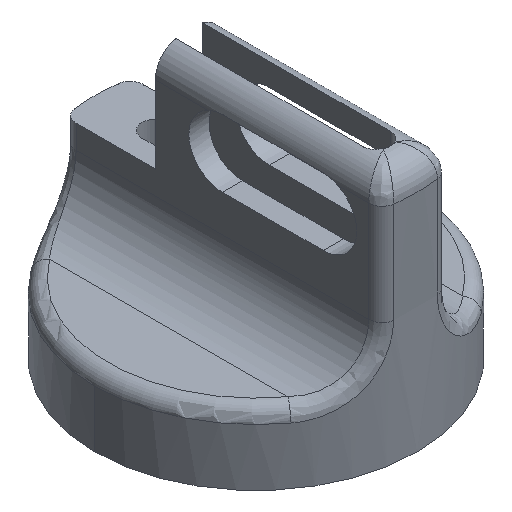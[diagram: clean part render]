
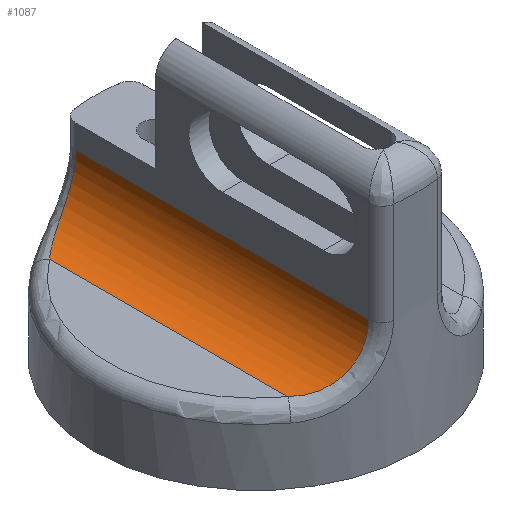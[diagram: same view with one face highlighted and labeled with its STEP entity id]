
A CAD part, isometric view. The second image highlights one B-rep face of the part: STEP entity #1087.
In plain terms, the highlighted cylindrical face has radius 8 mm (diameter 16 mm), a partial arc.
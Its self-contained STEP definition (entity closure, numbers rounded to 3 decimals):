
#20 = CARTESIAN_POINT ( 'NONE',  ( -10.79, 19.475, 18.808 ) ) ;
#25 = CARTESIAN_POINT ( 'NONE',  ( -8.513, -20.723, 19.871 ) ) ;
#40 = EDGE_CURVE ( 'NONE', #1854, #1268, #1567, .T. ) ;
#78 = CARTESIAN_POINT ( 'NONE',  ( -5., -21.794, 26.5 ) ) ;
#84 = CARTESIAN_POINT ( 'NONE',  ( -7.261, -21.221, 20.9 ) ) ;
#86 = ORIENTED_EDGE ( 'NONE', *, *, #927, .T. ) ;
#125 = B_SPLINE_CURVE_WITH_KNOTS ( 'NONE', 3,
 ( #348, #1708, #833, #343, #1683, #675, #1858, #841, #2029, #1025, #25, #1520, #1068, #84, #1223, #222, #2084, #554, #1714, #395, #1739, #78 ),
 .UNSPECIFIED., .F., .F.,
 ( 4, 2, 2, 2, 2, 2, 2, 2, 2, 2, 4 ),
 ( 0., 0.002, 0.003, 0.003, 0.005, 0.006, 0.007, 0.008, 0.01, 0.012, 0.013 ),
 .UNSPECIFIED. ) ;
#178 = CARTESIAN_POINT ( 'NONE',  ( -12.143, 18.496, 18.533 ) ) ;
#222 = CARTESIAN_POINT ( 'NONE',  ( -6.222, -21.533, 22.213 ) ) ;
#287 = FACE_OUTER_BOUND ( 'NONE', #972, .T. ) ;
#301 = CARTESIAN_POINT ( 'NONE',  ( -5., -21.794, 26.5 ) ) ;
#311 = AXIS2_PLACEMENT_3D ( 'NONE', #1089, #773, #940 ) ;
#339 = CARTESIAN_POINT ( 'NONE',  ( -5.937, 21.603, 22.701 ) ) ;
#343 = CARTESIAN_POINT ( 'NONE',  ( -11.48, -18.997, 18.642 ) ) ;
#348 = CARTESIAN_POINT ( 'NONE',  ( -13., -17.748, 18.5 ) ) ;
#350 = CARTESIAN_POINT ( 'NONE',  ( -5.476, 21.706, 23.724 ) ) ;
#395 = CARTESIAN_POINT ( 'NONE',  ( -5.06, -21.784, 25.368 ) ) ;
#519 = CARTESIAN_POINT ( 'NONE',  ( -6.716, 21.391, 21.541 ) ) ;
#554 = CARTESIAN_POINT ( 'NONE',  ( -5.477, -21.706, 23.72 ) ) ;
#567 = CYLINDRICAL_SURFACE ( 'NONE', #311, 8. ) ;
#609 = CARTESIAN_POINT ( 'NONE',  ( -5., 21.794, 26.5 ) ) ;
#675 = CARTESIAN_POINT ( 'NONE',  ( -10.798, -19.47, 18.805 ) ) ;
#681 = CARTESIAN_POINT ( 'NONE',  ( -5., 21.794, 25.93 ) ) ;
#692 = CARTESIAN_POINT ( 'NONE',  ( -10.558, 19.625, 18.878 ) ) ;
#698 = CARTESIAN_POINT ( 'NONE',  ( -5.297, 21.741, 24.27 ) ) ;
#773 = DIRECTION ( 'NONE',  ( 0., 1., 0. ) ) ;
#833 = CARTESIAN_POINT ( 'NONE',  ( -12.148, -18.493, 18.533 ) ) ;
#836 = CARTESIAN_POINT ( 'NONE',  ( -12.58, 18.133, 18.5 ) ) ;
#841 = CARTESIAN_POINT ( 'NONE',  ( -9.869, -20.046, 19.122 ) ) ;
#843 = CARTESIAN_POINT ( 'NONE',  ( -8.728, 20.626, 19.731 ) ) ;
#852 = CARTESIAN_POINT ( 'NONE',  ( -9.403, 20.299, 19.335 ) ) ;
#884 = DIRECTION ( 'NONE',  ( 0., 1., 0. ) ) ;
#927 = EDGE_CURVE ( 'NONE', #1854, #1776, #1762, .T. ) ;
#940 = DIRECTION ( 'NONE',  ( 0., 0., 1. ) ) ;
#972 = EDGE_LOOP ( 'NONE', ( #1060, #86, #1411, #1587 ) ) ;
#1025 = CARTESIAN_POINT ( 'NONE',  ( -8.736, -20.622, 19.726 ) ) ;
#1037 = CARTESIAN_POINT ( 'NONE',  ( -8.504, 20.727, 19.877 ) ) ;
#1060 = ORIENTED_EDGE ( 'NONE', *, *, #40, .F. ) ;
#1068 = CARTESIAN_POINT ( 'NONE',  ( -7.867, -20.993, 20.358 ) ) ;
#1087 = ADVANCED_FACE ( 'NONE', ( #287 ), #567, .F. ) ;
#1089 = CARTESIAN_POINT ( 'NONE',  ( -13., -30., 26.5 ) ) ;
#1168 = CARTESIAN_POINT ( 'NONE',  ( -6.894, 21.337, 21.324 ) ) ;
#1178 = CARTESIAN_POINT ( 'NONE',  ( -5., 30., 26.5 ) ) ;
#1196 = CARTESIAN_POINT ( 'NONE',  ( -7.264, 21.215, 20.917 ) ) ;
#1223 = CARTESIAN_POINT ( 'NONE',  ( -6.89, -21.341, 21.306 ) ) ;
#1268 = VERTEX_POINT ( 'NONE', #301 ) ;
#1347 = CARTESIAN_POINT ( 'NONE',  ( -5.06, 21.784, 25.37 ) ) ;
#1362 = CARTESIAN_POINT ( 'NONE',  ( -6.219, 21.534, 22.219 ) ) ;
#1411 = ORIENTED_EDGE ( 'NONE', *, *, #1551, .F. ) ;
#1412 = VECTOR ( 'NONE', #884, 1000. ) ;
#1508 = CARTESIAN_POINT ( 'NONE',  ( -11.474, 19.002, 18.644 ) ) ;
#1520 = CARTESIAN_POINT ( 'NONE',  ( -8.077, -20.909, 20.188 ) ) ;
#1541 = CARTESIAN_POINT ( 'NONE',  ( -7.458, 21.147, 20.724 ) ) ;
#1551 = EDGE_CURVE ( 'NONE', #1765, #1776, #1693, .T. ) ;
#1567 = LINE ( 'NONE', #1178, #1912 ) ;
#1587 = ORIENTED_EDGE ( 'NONE', *, *, #2176, .T. ) ;
#1634 = CARTESIAN_POINT ( 'NONE',  ( -13., 17.748, 18.5 ) ) ;
#1683 = CARTESIAN_POINT ( 'NONE',  ( -11.255, -19.159, 18.689 ) ) ;
#1684 = CARTESIAN_POINT ( 'NONE',  ( -9.862, 20.05, 19.125 ) ) ;
#1693 = LINE ( 'NONE', #1706, #1412 ) ;
#1695 = CARTESIAN_POINT ( 'NONE',  ( -8.071, 20.912, 20.193 ) ) ;
#1706 = CARTESIAN_POINT ( 'NONE',  ( -13., -30., 18.5 ) ) ;
#1708 = CARTESIAN_POINT ( 'NONE',  ( -12.58, -18.132, 18.5 ) ) ;
#1714 = CARTESIAN_POINT ( 'NONE',  ( -5.298, -21.741, 24.266 ) ) ;
#1739 = CARTESIAN_POINT ( 'NONE',  ( -5., -21.794, 25.929 ) ) ;
#1762 = B_SPLINE_CURVE_WITH_KNOTS ( 'NONE', 3,
 ( #1875, #681, #1347, #698, #350, #339, #1362, #519, #1168, #1196, #1541, #1870, #1695, #1037, #843, #852, #1684, #692, #20, #1851, #1508, #178, #836, #1884 ),
 .UNSPECIFIED., .F., .F.,
 ( 4, 2, 2, 2, 2, 2, 2, 2, 2, 2, 2, 4 ),
 ( 0., 0.002, 0.003, 0.005, 0.006, 0.007, 0.008, 0.008, 0.01, 0.011, 0.012, 0.013 ),
 .UNSPECIFIED. ) ;
#1765 = VERTEX_POINT ( 'NONE', #1788 ) ;
#1776 = VERTEX_POINT ( 'NONE', #1634 ) ;
#1788 = CARTESIAN_POINT ( 'NONE',  ( -13., -17.748, 18.5 ) ) ;
#1851 = CARTESIAN_POINT ( 'NONE',  ( -11.248, 19.164, 18.691 ) ) ;
#1854 = VERTEX_POINT ( 'NONE', #609 ) ;
#1858 = CARTESIAN_POINT ( 'NONE',  ( -10.566, -19.62, 18.875 ) ) ;
#1870 = CARTESIAN_POINT ( 'NONE',  ( -7.861, 20.996, 20.363 ) ) ;
#1875 = CARTESIAN_POINT ( 'NONE',  ( -5., 21.794, 26.5 ) ) ;
#1884 = CARTESIAN_POINT ( 'NONE',  ( -13., 17.748, 18.5 ) ) ;
#1887 = DIRECTION ( 'NONE',  ( 0., -1., 0. ) ) ;
#1912 = VECTOR ( 'NONE', #1887, 1000. ) ;
#2029 = CARTESIAN_POINT ( 'NONE',  ( -9.41, -20.295, 19.332 ) ) ;
#2084 = CARTESIAN_POINT ( 'NONE',  ( -5.94, -21.602, 22.696 ) ) ;
#2176 = EDGE_CURVE ( 'NONE', #1765, #1268, #125, .T. ) ;
